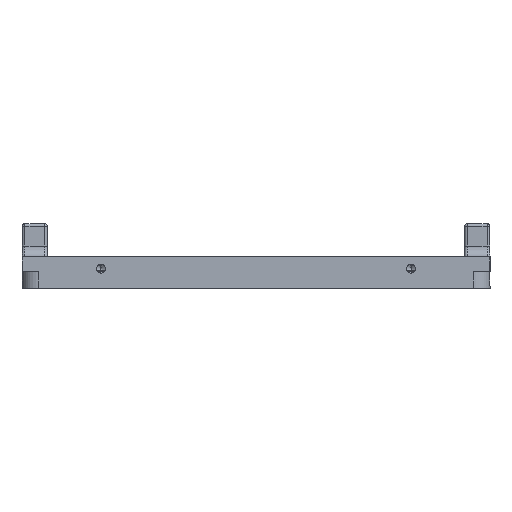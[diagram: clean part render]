
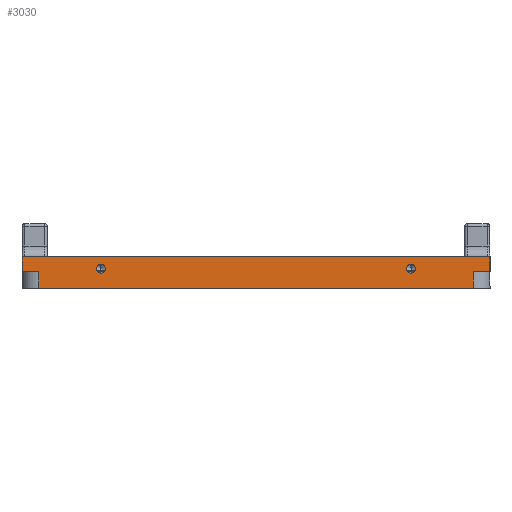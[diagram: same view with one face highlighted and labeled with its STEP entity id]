
A CAD part, front view. The second image highlights one B-rep face of the part: STEP entity #3030.
In plain terms, the highlighted planar face has unit normal (0, -1, 0).
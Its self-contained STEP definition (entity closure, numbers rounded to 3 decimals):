
#137 = VERTEX_POINT ( 'NONE', #35931 ) ;
#143 = ORIENTED_EDGE ( 'NONE', *, *, #4284, .F. ) ;
#1561 = VERTEX_POINT ( 'NONE', #26925 ) ;
#2483 = CARTESIAN_POINT ( 'NONE',  ( -41.5, -107., 0. ) ) ;
#3030 = ADVANCED_FACE ( 'NONE', ( #34416, #30744, #11284 ), #28141, .T. ) ;
#3259 = DIRECTION ( 'NONE',  ( 0., 0., -1. ) ) ;
#3467 = CARTESIAN_POINT ( 'NONE',  ( 41.5, -107., 0. ) ) ;
#3515 = EDGE_LOOP ( 'NONE', ( #6395, #16995 ) ) ;
#3963 = DIRECTION ( 'NONE',  ( 0., -1., 0. ) ) ;
#4224 = CARTESIAN_POINT ( 'NONE',  ( -38.5, -107., -3. ) ) ;
#4284 = EDGE_CURVE ( 'NONE', #18953, #137, #6121, .T. ) ;
#4369 = DIRECTION ( 'NONE',  ( 0., 0., -1. ) ) ;
#4464 = DIRECTION ( 'NONE',  ( -1., 0., 0. ) ) ;
#4804 = CARTESIAN_POINT ( 'NONE',  ( -27.5, -107., 0.5 ) ) ;
#5945 = CARTESIAN_POINT ( 'NONE',  ( -27.5, -107., 1.3 ) ) ;
#6094 = DIRECTION ( 'NONE',  ( -1., 0., 0. ) ) ;
#6121 = LINE ( 'NONE', #4224, #22302 ) ;
#6253 = VERTEX_POINT ( 'NONE', #9347 ) ;
#6395 = ORIENTED_EDGE ( 'NONE', *, *, #30296, .F. ) ;
#6407 = EDGE_LOOP ( 'NONE', ( #9131, #21784, #27094, #16385, #25206, #143, #21477, #36848 ) ) ;
#6625 = CARTESIAN_POINT ( 'NONE',  ( -27.5, -107., 0.5 ) ) ;
#6962 = AXIS2_PLACEMENT_3D ( 'NONE', #10392, #3963, #27636 ) ;
#7482 = CIRCLE ( 'NONE', #36605, 0.8 ) ;
#8720 = CIRCLE ( 'NONE', #30809, 0.8 ) ;
#9015 = VECTOR ( 'NONE', #12027, 1000. ) ;
#9131 = ORIENTED_EDGE ( 'NONE', *, *, #38394, .F. ) ;
#9347 = CARTESIAN_POINT ( 'NONE',  ( 27.5, -107., 1.3 ) ) ;
#9678 = LINE ( 'NONE', #27904, #35580 ) ;
#10392 = CARTESIAN_POINT ( 'NONE',  ( 0., -107., 2.6 ) ) ;
#10435 = DIRECTION ( 'NONE',  ( 0., -1., 0. ) ) ;
#11284 = FACE_OUTER_BOUND ( 'NONE', #6407, .T. ) ;
#11390 = DIRECTION ( 'NONE',  ( 0., 0., -1. ) ) ;
#11466 = ORIENTED_EDGE ( 'NONE', *, *, #33305, .F. ) ;
#12027 = DIRECTION ( 'NONE',  ( -1., 0., 0. ) ) ;
#12313 = DIRECTION ( 'NONE',  ( 0., 0., -1. ) ) ;
#12918 = DIRECTION ( 'NONE',  ( 0., 0., -1. ) ) ;
#13019 = EDGE_CURVE ( 'NONE', #16216, #20105, #28294, .T. ) ;
#13455 = EDGE_CURVE ( 'NONE', #32845, #16216, #31438, .T. ) ;
#13600 = CARTESIAN_POINT ( 'NONE',  ( -41.5, -107., 2.6 ) ) ;
#13936 = ORIENTED_EDGE ( 'NONE', *, *, #30456, .F. ) ;
#14104 = EDGE_CURVE ( 'NONE', #137, #20105, #9678, .T. ) ;
#14172 = DIRECTION ( 'NONE',  ( 0., 0., 1. ) ) ;
#14297 = VECTOR ( 'NONE', #12918, 1000. ) ;
#14720 = VECTOR ( 'NONE', #17378, 1000. ) ;
#15208 = CARTESIAN_POINT ( 'NONE',  ( 38.5, -107., 0. ) ) ;
#15987 = EDGE_LOOP ( 'NONE', ( #13936, #11466 ) ) ;
#15992 = AXIS2_PLACEMENT_3D ( 'NONE', #36846, #10435, #4369 ) ;
#16216 = VERTEX_POINT ( 'NONE', #13600 ) ;
#16385 = ORIENTED_EDGE ( 'NONE', *, *, #13019, .T. ) ;
#16995 = ORIENTED_EDGE ( 'NONE', *, *, #33980, .F. ) ;
#17107 = VERTEX_POINT ( 'NONE', #3467 ) ;
#17378 = DIRECTION ( 'NONE',  ( -1., 0., 0. ) ) ;
#17741 = DIRECTION ( 'NONE',  ( 0., -1., 0. ) ) ;
#17870 = EDGE_CURVE ( 'NONE', #19890, #38417, #34397, .T. ) ;
#18243 = LINE ( 'NONE', #20807, #9015 ) ;
#18946 = CARTESIAN_POINT ( 'NONE',  ( 38.5, -107., -3. ) ) ;
#18953 = VERTEX_POINT ( 'NONE', #28355 ) ;
#19337 = EDGE_CURVE ( 'NONE', #32845, #17107, #19811, .T. ) ;
#19669 = DIRECTION ( 'NONE',  ( 0., -1., 0. ) ) ;
#19811 = LINE ( 'NONE', #27558, #14297 ) ;
#19890 = VERTEX_POINT ( 'NONE', #18946 ) ;
#19895 = CARTESIAN_POINT ( 'NONE',  ( 38.5, -107., -3. ) ) ;
#19912 = VECTOR ( 'NONE', #6094, 1000. ) ;
#20105 = VERTEX_POINT ( 'NONE', #2483 ) ;
#20807 = CARTESIAN_POINT ( 'NONE',  ( 0., -107., 0. ) ) ;
#21434 = VERTEX_POINT ( 'NONE', #37712 ) ;
#21477 = ORIENTED_EDGE ( 'NONE', *, *, #24726, .F. ) ;
#21643 = AXIS2_PLACEMENT_3D ( 'NONE', #6625, #36514, #36635 ) ;
#21784 = ORIENTED_EDGE ( 'NONE', *, *, #19337, .F. ) ;
#22279 = CIRCLE ( 'NONE', #15992, 0.8 ) ;
#22302 = VECTOR ( 'NONE', #24915, 1000. ) ;
#23084 = CARTESIAN_POINT ( 'NONE',  ( 41.5, -107., 2.6 ) ) ;
#23641 = VECTOR ( 'NONE', #3259, 1000. ) ;
#24726 = EDGE_CURVE ( 'NONE', #19890, #18953, #29556, .T. ) ;
#24915 = DIRECTION ( 'NONE',  ( 0., 0., 1. ) ) ;
#25206 = ORIENTED_EDGE ( 'NONE', *, *, #14104, .F. ) ;
#26925 = CARTESIAN_POINT ( 'NONE',  ( -27.5, -107., -0.3 ) ) ;
#27094 = ORIENTED_EDGE ( 'NONE', *, *, #13455, .T. ) ;
#27558 = CARTESIAN_POINT ( 'NONE',  ( 41.5, -107., 2.6 ) ) ;
#27636 = DIRECTION ( 'NONE',  ( 1., 0., 0. ) ) ;
#27904 = CARTESIAN_POINT ( 'NONE',  ( 0., -107., 0. ) ) ;
#28141 = PLANE ( 'NONE',  #6962 ) ;
#28294 = LINE ( 'NONE', #29890, #23641 ) ;
#28355 = CARTESIAN_POINT ( 'NONE',  ( -38.5, -107., -3. ) ) ;
#29556 = LINE ( 'NONE', #31734, #14720 ) ;
#29883 = CARTESIAN_POINT ( 'NONE',  ( 0., -107., 2.6 ) ) ;
#29890 = CARTESIAN_POINT ( 'NONE',  ( -41.5, -107., 2.6 ) ) ;
#30296 = EDGE_CURVE ( 'NONE', #21434, #6253, #8720, .T. ) ;
#30456 = EDGE_CURVE ( 'NONE', #1561, #30797, #35564, .T. ) ;
#30744 = FACE_BOUND ( 'NONE', #3515, .T. ) ;
#30797 = VERTEX_POINT ( 'NONE', #5945 ) ;
#30809 = AXIS2_PLACEMENT_3D ( 'NONE', #35864, #17741, #12313 ) ;
#31438 = LINE ( 'NONE', #29883, #19912 ) ;
#31734 = CARTESIAN_POINT ( 'NONE',  ( 0., -107., -3. ) ) ;
#32845 = VERTEX_POINT ( 'NONE', #23084 ) ;
#33305 = EDGE_CURVE ( 'NONE', #30797, #1561, #7482, .T. ) ;
#33493 = VECTOR ( 'NONE', #14172, 1000. ) ;
#33980 = EDGE_CURVE ( 'NONE', #6253, #21434, #22279, .T. ) ;
#34397 = LINE ( 'NONE', #19895, #33493 ) ;
#34416 = FACE_BOUND ( 'NONE', #15987, .T. ) ;
#35564 = CIRCLE ( 'NONE', #21643, 0.8 ) ;
#35580 = VECTOR ( 'NONE', #4464, 1000. ) ;
#35864 = CARTESIAN_POINT ( 'NONE',  ( 27.5, -107., 0.5 ) ) ;
#35931 = CARTESIAN_POINT ( 'NONE',  ( -38.5, -107., 0. ) ) ;
#36514 = DIRECTION ( 'NONE',  ( 0., -1., 0. ) ) ;
#36605 = AXIS2_PLACEMENT_3D ( 'NONE', #4804, #19669, #11390 ) ;
#36635 = DIRECTION ( 'NONE',  ( 0., 0., -1. ) ) ;
#36846 = CARTESIAN_POINT ( 'NONE',  ( 27.5, -107., 0.5 ) ) ;
#36848 = ORIENTED_EDGE ( 'NONE', *, *, #17870, .T. ) ;
#37712 = CARTESIAN_POINT ( 'NONE',  ( 27.5, -107., -0.3 ) ) ;
#38394 = EDGE_CURVE ( 'NONE', #17107, #38417, #18243, .T. ) ;
#38417 = VERTEX_POINT ( 'NONE', #15208 ) ;
